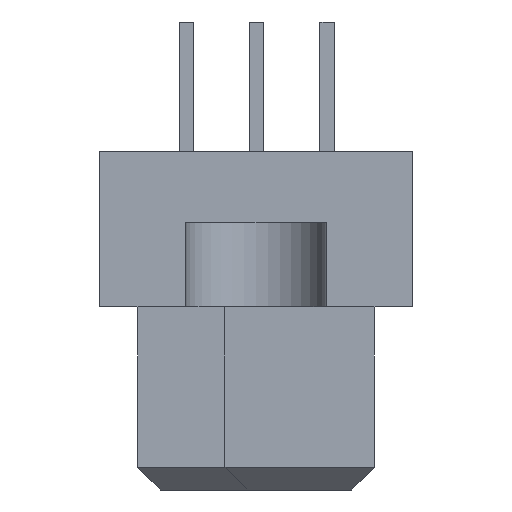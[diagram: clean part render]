
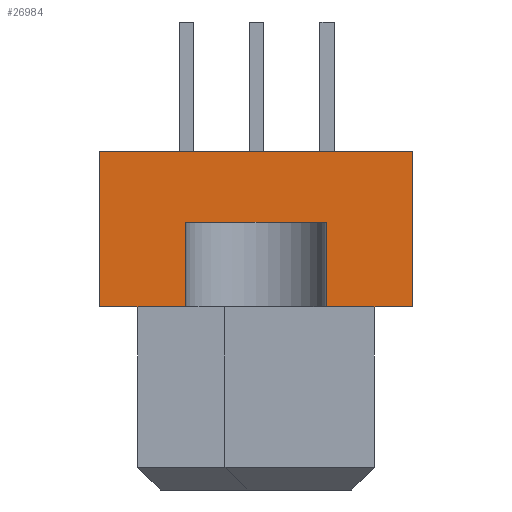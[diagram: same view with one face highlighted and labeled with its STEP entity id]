
A CAD part, left-side view. The second image highlights one B-rep face of the part: STEP entity #26984.
In plain terms, the highlighted planar face has unit normal (-1, 0, 0).
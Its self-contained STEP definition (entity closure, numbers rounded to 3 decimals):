
#2064=FACE_OUTER_BOUND($,#3746,.T.);
#3746=EDGE_LOOP($,(#22415,#22416,#22417,#22418,#22419,#22420,#22421,#22422));
#4740=LINE($,#36870,#8097);
#4744=LINE($,#36879,#8101);
#7001=LINE($,#41497,#10358);
#7007=LINE($,#41512,#10364);
#7008=LINE($,#41515,#10365);
#7011=LINE($,#41520,#10368);
#7012=LINE($,#41521,#10369);
#7015=LINE($,#41528,#10372);
#8097=VECTOR($,#29927,11.1);
#8101=VECTOR($,#29935,5.5);
#10358=VECTOR($,#34348,3.);
#10364=VECTOR($,#34362,3.);
#10365=VECTOR($,#34365,5.5);
#10368=VECTOR($,#34370,3.05);
#10369=VECTOR($,#34371,3.05);
#10372=VECTOR($,#34380,5.);
#11259=VERTEX_POINT($,#36867);
#11260=VERTEX_POINT($,#36869);
#11263=VERTEX_POINT($,#36877);
#12544=VERTEX_POINT($,#41493);
#12546=VERTEX_POINT($,#41496);
#12550=VERTEX_POINT($,#41508);
#12551=VERTEX_POINT($,#41510);
#12552=VERTEX_POINT($,#41514);
#13581=EDGE_CURVE($,#11259,#11260,#4740,.T.);
#13586=EDGE_CURVE($,#11259,#11263,#4744,.T.);
#15845=EDGE_CURVE($,#12544,#12546,#7001,.T.);
#15853=EDGE_CURVE($,#12550,#12551,#7007,.T.);
#15854=EDGE_CURVE($,#11260,#12552,#7008,.T.);
#15857=EDGE_CURVE($,#12552,#12551,#7011,.T.);
#15858=EDGE_CURVE($,#12546,#11263,#7012,.T.);
#15862=EDGE_CURVE($,#12550,#12544,#7015,.T.);
#22415=ORIENTED_EDGE($,*,*,#13581,.F.);
#22416=ORIENTED_EDGE($,*,*,#13586,.T.);
#22417=ORIENTED_EDGE($,*,*,#15858,.F.);
#22418=ORIENTED_EDGE($,*,*,#15845,.F.);
#22419=ORIENTED_EDGE($,*,*,#15862,.F.);
#22420=ORIENTED_EDGE($,*,*,#15853,.T.);
#22421=ORIENTED_EDGE($,*,*,#15857,.F.);
#22422=ORIENTED_EDGE($,*,*,#15854,.F.);
#24223=PLANE($,#28388);
#26984=ADVANCED_FACE($,(#2064),#24223,.T.);
#28388=AXIS2_PLACEMENT_3D($,#41527,#34378,#34379);
#29927=DIRECTION($,(0.,-1.,0.));
#29935=DIRECTION($,(0.,0.,-1.));
#34348=DIRECTION($,(0.,0.,-1.));
#34362=DIRECTION($,(0.,0.,-1.));
#34365=DIRECTION($,(0.,0.,-1.));
#34370=DIRECTION($,(0.,1.,0.));
#34371=DIRECTION($,(0.,1.,0.));
#34378=DIRECTION('center_axis',(-1.,0.,0.));
#34379=DIRECTION('ref_axis',(0.,1.,0.));
#34380=DIRECTION($,(0.,1.,0.));
#36867=CARTESIAN_POINT('',(-46.989,6.086,0.));
#36869=CARTESIAN_POINT('',(-46.989,-5.014,0.));
#36870=CARTESIAN_POINT($,(-46.989,6.086,0.));
#36877=CARTESIAN_POINT('',(-46.989,6.086,-5.5));
#36879=CARTESIAN_POINT($,(-46.989,6.086,0.));
#41493=CARTESIAN_POINT('',(-46.989,3.036,-2.5));
#41496=CARTESIAN_POINT('',(-46.989,3.036,-5.5));
#41497=CARTESIAN_POINT($,(-46.989,3.036,0.));
#41508=CARTESIAN_POINT('',(-46.989,-1.964,-2.5));
#41510=CARTESIAN_POINT('',(-46.989,-1.964,-5.5));
#41512=CARTESIAN_POINT($,(-46.989,-1.964,0.));
#41514=CARTESIAN_POINT('',(-46.989,-5.014,-5.5));
#41515=CARTESIAN_POINT($,(-46.989,-5.014,0.));
#41520=CARTESIAN_POINT($,(-46.989,6.086,-5.5));
#41521=CARTESIAN_POINT($,(-46.989,6.086,-5.5));
#41527=CARTESIAN_POINT('Origin',(-46.989,-1.964,0.));
#41528=CARTESIAN_POINT($,(-46.989,6.086,-2.5));
